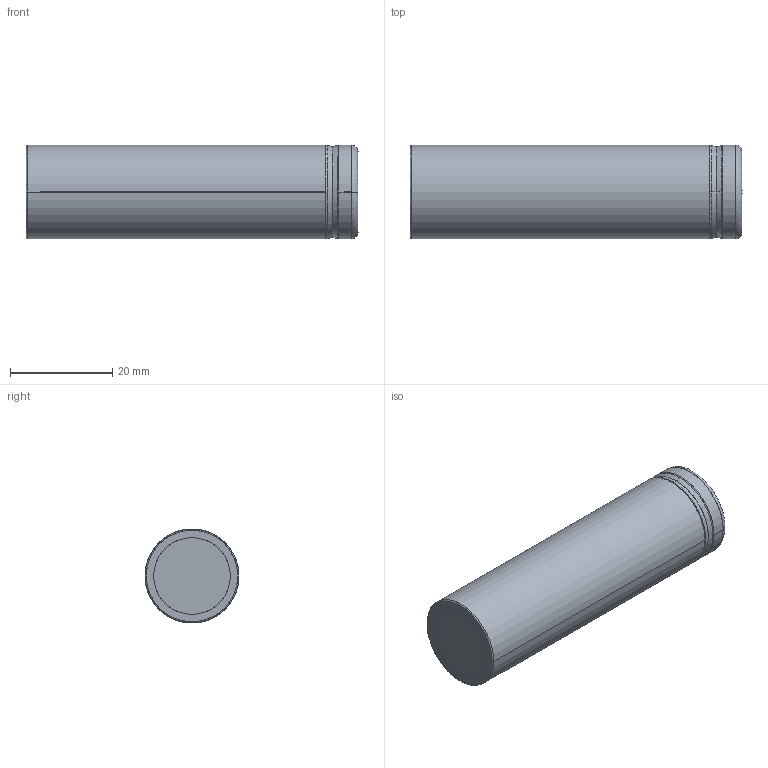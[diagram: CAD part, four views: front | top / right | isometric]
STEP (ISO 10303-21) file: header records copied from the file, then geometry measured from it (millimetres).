
FILE_DESCRIPTION(('FreeCAD Model'),'2;1');
FILE_NAME('BATT_18650.step', '2018-07-23T10:01:52',('Author'),(''), 'Open CASCADE STEP processor 7.2','FreeCAD','Unknown');
FILE_SCHEMA(('AUTOMOTIVE_DESIGN { 1 0 10303 214 1 1 1 1 }'));
Length unit declared in the file: millimetre
Products named in the file (1): _8650
Bounding box: 65 x 18.4 x 18.4 mm (x, y, z)
Surface area: 4307.7 mm2 (no closed solid volume)
Topology: 0 solids, 27 shells, 27 faces, 352 edges, 352 vertices
Faces by surface type: bspline 19, revolution 8
Entity records: 6302 total; most frequent: CARTESIAN_POINT 2897, B_SPLINE_CURVE_WITH_KNOTS 636, ORIENTED_EDGE 352, EDGE_CURVE 352, VERTEX_POINT 352, SURFACE_CURVE 352, PCURVE 352, DEFINITIONAL_REPRESENTATION 352
